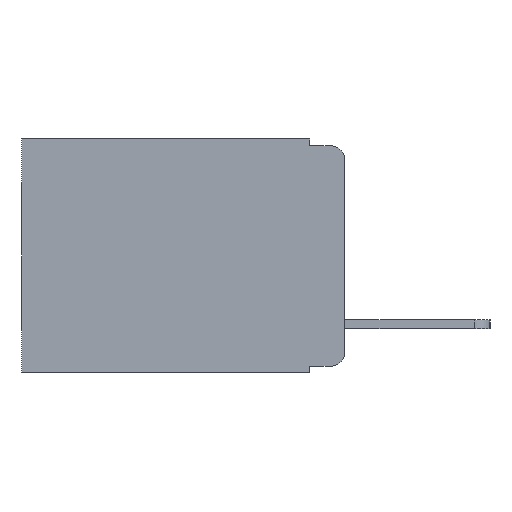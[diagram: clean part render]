
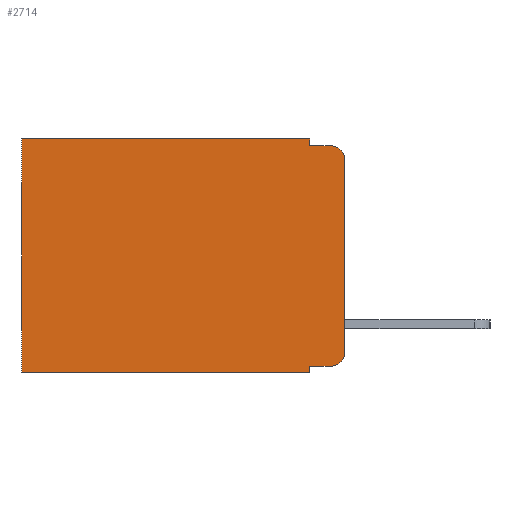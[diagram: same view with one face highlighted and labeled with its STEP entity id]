
A CAD part, left-side view. The second image highlights one B-rep face of the part: STEP entity #2714.
In plain terms, the highlighted planar face has unit normal (-1, 0, 0).
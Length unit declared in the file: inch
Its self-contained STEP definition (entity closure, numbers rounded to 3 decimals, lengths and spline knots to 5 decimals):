
#9 = CARTESIAN_POINT ( 'NONE',  ( 0.298, 0.051, -0.333 ) ) ;
#83 = EDGE_CURVE ( 'NONE', #6938, #6032, #2838, .T. ) ;
#110 = EDGE_CURVE ( 'NONE', #6938, #942, #7006, .T. ) ;
#128 = EDGE_CURVE ( 'NONE', #826, #942, #5370, .T. ) ;
#168 = EDGE_CURVE ( 'NONE', #7394, #826, #3972, .T. ) ;
#173 = EDGE_CURVE ( 'NONE', #2022, #1081, #6758, .T. ) ;
#189 = EDGE_CURVE ( 'NONE', #6281, #4544, #3661, .T. ) ;
#212 = EDGE_CURVE ( 'NONE', #6281, #9205, #3346, .T. ) ;
#222 = CARTESIAN_POINT ( 'NONE',  ( 0.298, 0., -0.313 ) ) ;
#240 = EDGE_CURVE ( 'NONE', #9205, #6032, #3002, .T. ) ;
#323 = ORIENTED_EDGE ( 'NONE', *, *, #189, .F. ) ;
#438 = ORIENTED_EDGE ( 'NONE', *, *, #212, .T. ) ;
#453 = CARTESIAN_POINT ( 'NONE',  ( 0.298, 0.051, -0.343 ) ) ;
#510 = ORIENTED_EDGE ( 'NONE', *, *, #83, .F. ) ;
#583 = CARTESIAN_POINT ( 'NONE',  ( 0.298, 0.02, -0.01 ) ) ;
#612 = FACE_OUTER_BOUND ( 'NONE', #1198, .T. ) ;
#710 = ORIENTED_EDGE ( 'NONE', *, *, #240, .T. ) ;
#826 = VERTEX_POINT ( 'NONE', #7351 ) ;
#834 = ORIENTED_EDGE ( 'NONE', *, *, #110, .T. ) ;
#925 = VECTOR ( 'NONE', #7525, 39.37008 ) ;
#942 = VERTEX_POINT ( 'NONE', #583 ) ;
#955 = ORIENTED_EDGE ( 'NONE', *, *, #128, .F. ) ;
#1081 = VERTEX_POINT ( 'NONE', #1628 ) ;
#1154 = VECTOR ( 'NONE', #9755, 39.37008 ) ;
#1181 = ORIENTED_EDGE ( 'NONE', *, *, #168, .F. ) ;
#1198 = EDGE_LOOP ( 'NONE', ( #510, #834, #955, #1181, #3076, #3710, #5579, #323, #438, #710 ) ) ;
#1297 = CARTESIAN_POINT ( 'NONE',  ( 0.298, 0.02, -0.333 ) ) ;
#1628 = CARTESIAN_POINT ( 'NONE',  ( 0.298, 0.473, -0.343 ) ) ;
#1844 = VECTOR ( 'NONE', #4660, 39.37008 ) ;
#2022 = VERTEX_POINT ( 'NONE', #6414 ) ;
#2075 = AXIS2_PLACEMENT_3D ( 'NONE', #4643, #6765, #9950 ) ;
#2455 = DIRECTION ( 'NONE',  ( -1., 0., 0. ) ) ;
#2511 = VECTOR ( 'NONE', #7418, 39.37008 ) ;
#2545 = DIRECTION ( 'NONE',  ( 0., 0., -1. ) ) ;
#2714 = ADVANCED_FACE ( 'NONE', ( #612 ), #6332, .F. ) ;
#2812 = CARTESIAN_POINT ( 'NONE',  ( 0.298, 0., -0.03 ) ) ;
#2838 = LINE ( 'NONE', #6002, #2511 ) ;
#3002 = CIRCLE ( 'NONE', #3666, 0.02 ) ;
#3076 = ORIENTED_EDGE ( 'NONE', *, *, #8574, .T. ) ;
#3346 = LINE ( 'NONE', #9, #7584 ) ;
#3661 = LINE ( 'NONE', #8141, #9737 ) ;
#3666 = AXIS2_PLACEMENT_3D ( 'NONE', #6397, #5692, #7887 ) ;
#3710 = ORIENTED_EDGE ( 'NONE', *, *, #173, .T. ) ;
#3822 = AXIS2_PLACEMENT_3D ( 'NONE', #5524, #2455, #2545 ) ;
#3960 = CARTESIAN_POINT ( 'NONE',  ( 0.298, 0.051, -0.01 ) ) ;
#3972 = LINE ( 'NONE', #5401, #1154 ) ;
#4544 = VERTEX_POINT ( 'NONE', #453 ) ;
#4643 = CARTESIAN_POINT ( 'NONE',  ( 0.298, 0., 0. ) ) ;
#4660 = DIRECTION ( 'NONE',  ( 0., -1., 0. ) ) ;
#4759 = DIRECTION ( 'NONE',  ( 0., 0., -1. ) ) ;
#5370 = LINE ( 'NONE', #3960, #1844 ) ;
#5401 = CARTESIAN_POINT ( 'NONE',  ( 0.298, 0.051, 0. ) ) ;
#5524 = CARTESIAN_POINT ( 'NONE',  ( 0.298, 0.02, -0.03 ) ) ;
#5579 = ORIENTED_EDGE ( 'NONE', *, *, #10300, .F. ) ;
#5692 = DIRECTION ( 'NONE',  ( -1., 0., 0. ) ) ;
#6002 = CARTESIAN_POINT ( 'NONE',  ( 0.298, 0., 0. ) ) ;
#6032 = VERTEX_POINT ( 'NONE', #222 ) ;
#6281 = VERTEX_POINT ( 'NONE', #10828 ) ;
#6332 = PLANE ( 'NONE',  #2075 ) ;
#6397 = CARTESIAN_POINT ( 'NONE',  ( 0.298, 0.02, -0.313 ) ) ;
#6414 = CARTESIAN_POINT ( 'NONE',  ( 0.298, 0.473, 0. ) ) ;
#6758 = LINE ( 'NONE', #7572, #8047 ) ;
#6762 = CARTESIAN_POINT ( 'NONE',  ( 0.298, 0., -0.343 ) ) ;
#6765 = DIRECTION ( 'NONE',  ( 1., 0., 0. ) ) ;
#6938 = VERTEX_POINT ( 'NONE', #2812 ) ;
#7006 = CIRCLE ( 'NONE', #3822, 0.02 ) ;
#7033 = VECTOR ( 'NONE', #8053, 39.37008 ) ;
#7351 = CARTESIAN_POINT ( 'NONE',  ( 0.298, 0.051, -0.01 ) ) ;
#7394 = VERTEX_POINT ( 'NONE', #9341 ) ;
#7418 = DIRECTION ( 'NONE',  ( 0., 0., -1. ) ) ;
#7498 = LINE ( 'NONE', #7705, #7033 ) ;
#7525 = DIRECTION ( 'NONE',  ( 0., 1., 0. ) ) ;
#7572 = CARTESIAN_POINT ( 'NONE',  ( 0.298, 0.473, 0. ) ) ;
#7584 = VECTOR ( 'NONE', #8835, 39.37008 ) ;
#7705 = CARTESIAN_POINT ( 'NONE',  ( 0.298, 0., 0. ) ) ;
#7887 = DIRECTION ( 'NONE',  ( 0., 0., -1. ) ) ;
#8047 = VECTOR ( 'NONE', #9745, 39.37008 ) ;
#8053 = DIRECTION ( 'NONE',  ( 0., 1., 0. ) ) ;
#8141 = CARTESIAN_POINT ( 'NONE',  ( 0.298, 0.051, 0. ) ) ;
#8147 = LINE ( 'NONE', #6762, #925 ) ;
#8574 = EDGE_CURVE ( 'NONE', #7394, #2022, #7498, .T. ) ;
#8835 = DIRECTION ( 'NONE',  ( 0., -1., 0. ) ) ;
#9205 = VERTEX_POINT ( 'NONE', #1297 ) ;
#9341 = CARTESIAN_POINT ( 'NONE',  ( 0.298, 0.051, 0. ) ) ;
#9737 = VECTOR ( 'NONE', #4759, 39.37008 ) ;
#9745 = DIRECTION ( 'NONE',  ( 0., 0., -1. ) ) ;
#9755 = DIRECTION ( 'NONE',  ( 0., 0., -1. ) ) ;
#9950 = DIRECTION ( 'NONE',  ( 0., 0., -1. ) ) ;
#10300 = EDGE_CURVE ( 'NONE', #4544, #1081, #8147, .T. ) ;
#10828 = CARTESIAN_POINT ( 'NONE',  ( 0.298, 0.051, -0.333 ) ) ;
